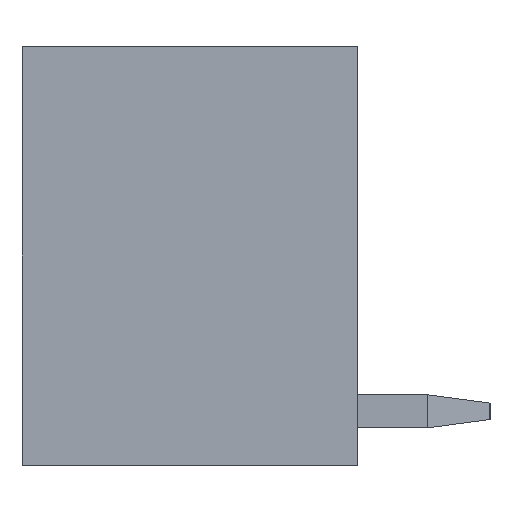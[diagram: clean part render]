
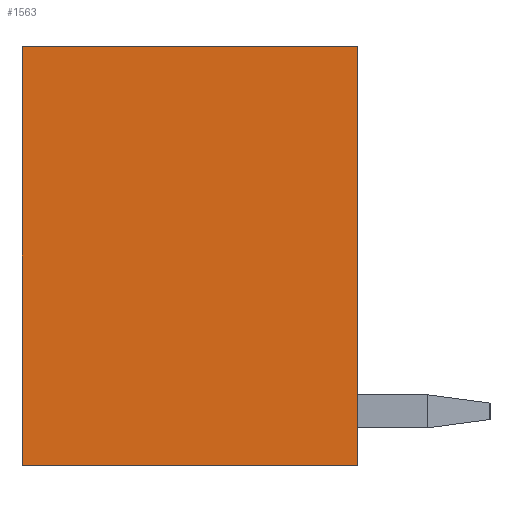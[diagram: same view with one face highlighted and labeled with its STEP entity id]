
A CAD part, left-side view. The second image highlights one B-rep face of the part: STEP entity #1563.
In plain terms, the highlighted planar face has unit normal (-1, 0, 0).
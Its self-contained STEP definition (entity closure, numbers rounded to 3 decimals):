
#1555=AXIS2_PLACEMENT_3D('Plane Axis2P3D',#1552,#1553,#1554) ;
#284=CARTESIAN_POINT('Line Origine',(0.,3.2,5.05)) ;
#288=CARTESIAN_POINT('Vertex',(0.,3.2,0.)) ;
#290=CARTESIAN_POINT('Vertex',(0.,3.2,10.1)) ;
#671=CARTESIAN_POINT('Line Origine',(0.,7.25,10.1)) ;
#675=CARTESIAN_POINT('Vertex',(0.,11.3,10.1)) ;
#1489=CARTESIAN_POINT('Line Origine',(0.,11.3,5.05)) ;
#1493=CARTESIAN_POINT('Vertex',(0.,11.3,0.)) ;
#1521=CARTESIAN_POINT('Line Origine',(0.,7.25,0.)) ;
#1552=CARTESIAN_POINT('Axis2P3D Location',(0.,7.2,3.5)) ;
#285=DIRECTION('Vector Direction',(0.,0.,1.)) ;
#672=DIRECTION('Vector Direction',(0.,1.,0.)) ;
#1490=DIRECTION('Vector Direction',(0.,0.,-1.)) ;
#1522=DIRECTION('Vector Direction',(0.,-1.,0.)) ;
#1553=DIRECTION('Axis2P3D Direction',(-1.,0.,0.)) ;
#1554=DIRECTION('Axis2P3D XDirection',(0.,-1.,0.)) ;
#286=VECTOR('Line Direction',#285,1.) ;
#673=VECTOR('Line Direction',#672,1.) ;
#1491=VECTOR('Line Direction',#1490,1.) ;
#1523=VECTOR('Line Direction',#1522,1.) ;
#1558=ORIENTED_EDGE('',*,*,#1525,.T.) ;
#1559=ORIENTED_EDGE('',*,*,#292,.T.) ;
#1560=ORIENTED_EDGE('',*,*,#677,.T.) ;
#1561=ORIENTED_EDGE('',*,*,#1495,.T.) ;
#1563=ADVANCED_FACE('BREP_WITH_VOIDS #12929',(#1562),#1556,.T.) ;
#292=EDGE_CURVE('',#289,#291,#287,.T.) ;
#677=EDGE_CURVE('',#291,#676,#674,.T.) ;
#1495=EDGE_CURVE('',#676,#1494,#1492,.T.) ;
#1525=EDGE_CURVE('',#1494,#289,#1524,.T.) ;
#1557=EDGE_LOOP('',(#1558,#1559,#1560,#1561)) ;
#1562=FACE_OUTER_BOUND('',#1557,.T.) ;
#287=LINE('Line',#284,#286) ;
#674=LINE('Line',#671,#673) ;
#1492=LINE('Line',#1489,#1491) ;
#1524=LINE('Line',#1521,#1523) ;
#1556=PLANE('',#1555) ;
#289=VERTEX_POINT('',#288) ;
#291=VERTEX_POINT('',#290) ;
#676=VERTEX_POINT('',#675) ;
#1494=VERTEX_POINT('',#1493) ;
